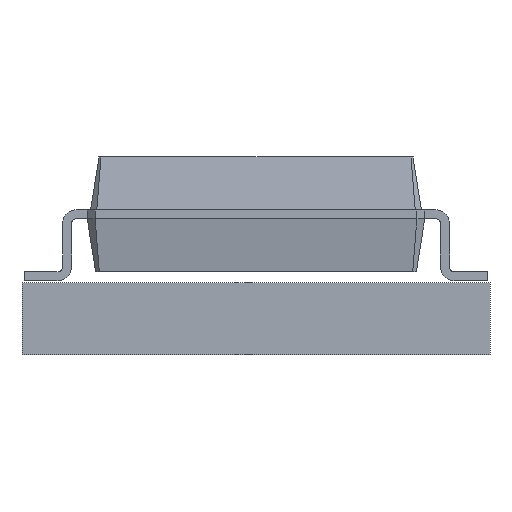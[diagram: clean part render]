
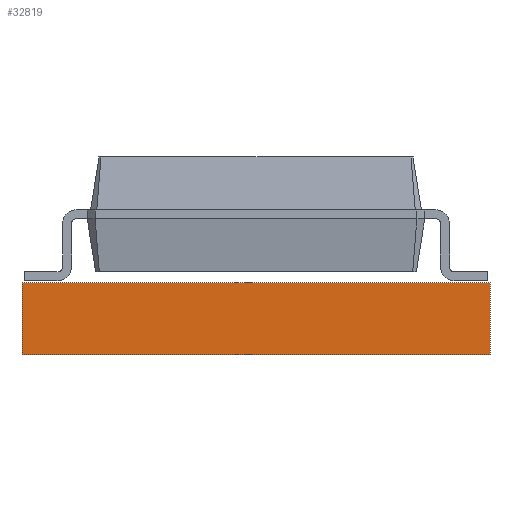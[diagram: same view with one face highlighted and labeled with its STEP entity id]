
A CAD part, front view. The second image highlights one B-rep face of the part: STEP entity #32819.
In plain terms, the highlighted planar face has unit normal (0, -1, 0).
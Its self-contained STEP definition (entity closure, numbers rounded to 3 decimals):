
#32714 = PLANE('',#32715);
#32715 = AXIS2_PLACEMENT_3D('',#32716,#32717,#32718);
#32716 = CARTESIAN_POINT('',(0.,0.,0.));
#32717 = DIRECTION('',(1.,0.,0.));
#32718 = DIRECTION('',(0.,-1.,0.));
#32739 = VERTEX_POINT('',#32740);
#32740 = CARTESIAN_POINT('',(0.,-18.4,1.6));
#32754 = PLANE('',#32755);
#32755 = AXIS2_PLACEMENT_3D('',#32756,#32757,#32758);
#32756 = CARTESIAN_POINT('',(5.2,-9.2,1.6));
#32757 = DIRECTION('',(0.,0.,1.));
#32758 = DIRECTION('',(1.,0.,0.));
#32766 = EDGE_CURVE('',#32767,#32739,#32769,.T.);
#32767 = VERTEX_POINT('',#32768);
#32768 = CARTESIAN_POINT('',(0.,-18.4,0.));
#32769 = SURFACE_CURVE('',#32770,(#32774,#32781),.PCURVE_S1.);
#32770 = LINE('',#32771,#32772);
#32771 = CARTESIAN_POINT('',(0.,-18.4,0.));
#32772 = VECTOR('',#32773,1.);
#32773 = DIRECTION('',(0.,0.,1.));
#32774 = PCURVE('',#32714,#32775);
#32775 = DEFINITIONAL_REPRESENTATION('',(#32776),#32780);
#32776 = LINE('',#32777,#32778);
#32777 = CARTESIAN_POINT('',(18.4,0.));
#32778 = VECTOR('',#32779,1.);
#32779 = DIRECTION('',(0.,-1.));
#32780 = ( GEOMETRIC_REPRESENTATION_CONTEXT(2) 
PARAMETRIC_REPRESENTATION_CONTEXT() REPRESENTATION_CONTEXT('2D SPACE',''
  ) );
#32781 = PCURVE('',#32782,#32787);
#32782 = PLANE('',#32783);
#32783 = AXIS2_PLACEMENT_3D('',#32784,#32785,#32786);
#32784 = CARTESIAN_POINT('',(0.,-18.4,0.));
#32785 = DIRECTION('',(0.,1.,0.));
#32786 = DIRECTION('',(1.,0.,0.));
#32787 = DEFINITIONAL_REPRESENTATION('',(#32788),#32792);
#32788 = LINE('',#32789,#32790);
#32789 = CARTESIAN_POINT('',(0.,0.));
#32790 = VECTOR('',#32791,1.);
#32791 = DIRECTION('',(0.,-1.));
#32792 = ( GEOMETRIC_REPRESENTATION_CONTEXT(2) 
PARAMETRIC_REPRESENTATION_CONTEXT() REPRESENTATION_CONTEXT('2D SPACE',''
  ) );
#32808 = PLANE('',#32809);
#32809 = AXIS2_PLACEMENT_3D('',#32810,#32811,#32812);
#32810 = CARTESIAN_POINT('',(5.2,-9.2,0.));
#32811 = DIRECTION('',(0.,0.,1.));
#32812 = DIRECTION('',(1.,0.,0.));
#32819 = ADVANCED_FACE('',(#32820),#32782,.F.);
#32820 = FACE_BOUND('',#32821,.F.);
#32821 = EDGE_LOOP('',(#32822,#32823,#32846,#32874));
#32822 = ORIENTED_EDGE('',*,*,#32766,.T.);
#32823 = ORIENTED_EDGE('',*,*,#32824,.T.);
#32824 = EDGE_CURVE('',#32739,#32825,#32827,.T.);
#32825 = VERTEX_POINT('',#32826);
#32826 = CARTESIAN_POINT('',(10.4,-18.4,1.6));
#32827 = SURFACE_CURVE('',#32828,(#32832,#32839),.PCURVE_S1.);
#32828 = LINE('',#32829,#32830);
#32829 = CARTESIAN_POINT('',(0.,-18.4,1.6));
#32830 = VECTOR('',#32831,1.);
#32831 = DIRECTION('',(1.,0.,0.));
#32832 = PCURVE('',#32782,#32833);
#32833 = DEFINITIONAL_REPRESENTATION('',(#32834),#32838);
#32834 = LINE('',#32835,#32836);
#32835 = CARTESIAN_POINT('',(0.,-1.6));
#32836 = VECTOR('',#32837,1.);
#32837 = DIRECTION('',(1.,0.));
#32838 = ( GEOMETRIC_REPRESENTATION_CONTEXT(2) 
PARAMETRIC_REPRESENTATION_CONTEXT() REPRESENTATION_CONTEXT('2D SPACE',''
  ) );
#32839 = PCURVE('',#32754,#32840);
#32840 = DEFINITIONAL_REPRESENTATION('',(#32841),#32845);
#32841 = LINE('',#32842,#32843);
#32842 = CARTESIAN_POINT('',(-5.2,-9.2));
#32843 = VECTOR('',#32844,1.);
#32844 = DIRECTION('',(1.,0.));
#32845 = ( GEOMETRIC_REPRESENTATION_CONTEXT(2) 
PARAMETRIC_REPRESENTATION_CONTEXT() REPRESENTATION_CONTEXT('2D SPACE',''
  ) );
#32846 = ORIENTED_EDGE('',*,*,#32847,.F.);
#32847 = EDGE_CURVE('',#32848,#32825,#32850,.T.);
#32848 = VERTEX_POINT('',#32849);
#32849 = CARTESIAN_POINT('',(10.4,-18.4,0.));
#32850 = SURFACE_CURVE('',#32851,(#32855,#32862),.PCURVE_S1.);
#32851 = LINE('',#32852,#32853);
#32852 = CARTESIAN_POINT('',(10.4,-18.4,0.));
#32853 = VECTOR('',#32854,1.);
#32854 = DIRECTION('',(0.,0.,1.));
#32855 = PCURVE('',#32782,#32856);
#32856 = DEFINITIONAL_REPRESENTATION('',(#32857),#32861);
#32857 = LINE('',#32858,#32859);
#32858 = CARTESIAN_POINT('',(10.4,0.));
#32859 = VECTOR('',#32860,1.);
#32860 = DIRECTION('',(0.,-1.));
#32861 = ( GEOMETRIC_REPRESENTATION_CONTEXT(2) 
PARAMETRIC_REPRESENTATION_CONTEXT() REPRESENTATION_CONTEXT('2D SPACE',''
  ) );
#32862 = PCURVE('',#32863,#32868);
#32863 = PLANE('',#32864);
#32864 = AXIS2_PLACEMENT_3D('',#32865,#32866,#32867);
#32865 = CARTESIAN_POINT('',(10.4,-18.4,0.));
#32866 = DIRECTION('',(-1.,0.,0.));
#32867 = DIRECTION('',(0.,1.,0.));
#32868 = DEFINITIONAL_REPRESENTATION('',(#32869),#32873);
#32869 = LINE('',#32870,#32871);
#32870 = CARTESIAN_POINT('',(0.,0.));
#32871 = VECTOR('',#32872,1.);
#32872 = DIRECTION('',(0.,-1.));
#32873 = ( GEOMETRIC_REPRESENTATION_CONTEXT(2) 
PARAMETRIC_REPRESENTATION_CONTEXT() REPRESENTATION_CONTEXT('2D SPACE',''
  ) );
#32874 = ORIENTED_EDGE('',*,*,#32875,.F.);
#32875 = EDGE_CURVE('',#32767,#32848,#32876,.T.);
#32876 = SURFACE_CURVE('',#32877,(#32881,#32888),.PCURVE_S1.);
#32877 = LINE('',#32878,#32879);
#32878 = CARTESIAN_POINT('',(0.,-18.4,0.));
#32879 = VECTOR('',#32880,1.);
#32880 = DIRECTION('',(1.,0.,0.));
#32881 = PCURVE('',#32782,#32882);
#32882 = DEFINITIONAL_REPRESENTATION('',(#32883),#32887);
#32883 = LINE('',#32884,#32885);
#32884 = CARTESIAN_POINT('',(0.,0.));
#32885 = VECTOR('',#32886,1.);
#32886 = DIRECTION('',(1.,0.));
#32887 = ( GEOMETRIC_REPRESENTATION_CONTEXT(2) 
PARAMETRIC_REPRESENTATION_CONTEXT() REPRESENTATION_CONTEXT('2D SPACE',''
  ) );
#32888 = PCURVE('',#32808,#32889);
#32889 = DEFINITIONAL_REPRESENTATION('',(#32890),#32894);
#32890 = LINE('',#32891,#32892);
#32891 = CARTESIAN_POINT('',(-5.2,-9.2));
#32892 = VECTOR('',#32893,1.);
#32893 = DIRECTION('',(1.,0.));
#32894 = ( GEOMETRIC_REPRESENTATION_CONTEXT(2) 
PARAMETRIC_REPRESENTATION_CONTEXT() REPRESENTATION_CONTEXT('2D SPACE',''
  ) );
